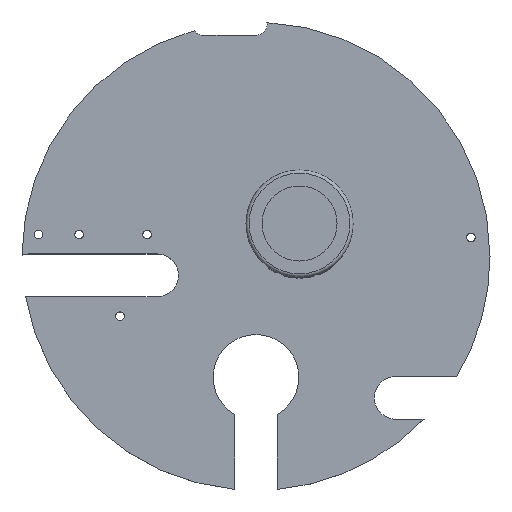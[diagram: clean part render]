
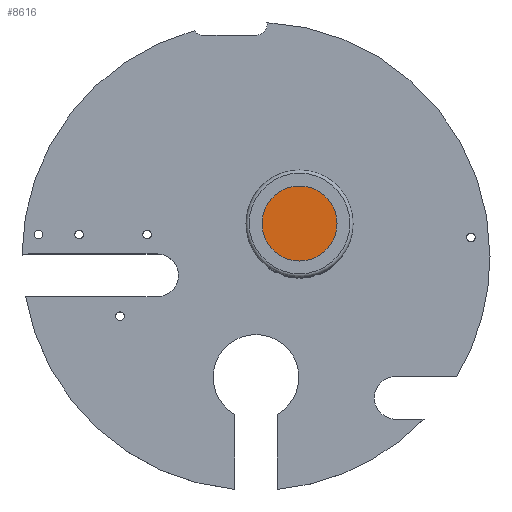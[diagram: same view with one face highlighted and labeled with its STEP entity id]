
A CAD part, top view. The second image highlights one B-rep face of the part: STEP entity #8616.
In plain terms, the highlighted planar face has unit normal (0, 0, 1).
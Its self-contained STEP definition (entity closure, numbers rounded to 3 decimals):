
#6708 = CYLINDRICAL_SURFACE('',#6709,3.501);
#6709 = AXIS2_PLACEMENT_3D('',#6710,#6711,#6712);
#6710 = CARTESIAN_POINT('',(0.,0.,10.));
#6711 = DIRECTION('',(0.,0.,1.));
#6712 = DIRECTION('',(1.,0.,-0.));
#7577 = VERTEX_POINT('',#7578);
#7578 = CARTESIAN_POINT('',(3.501,0.,9.9));
#7599 = EDGE_CURVE('',#7577,#7577,#7600,.T.);
#7600 = SURFACE_CURVE('',#7601,(#7606,#7613),.PCURVE_S1.);
#7601 = CIRCLE('',#7602,3.501);
#7602 = AXIS2_PLACEMENT_3D('',#7603,#7604,#7605);
#7603 = CARTESIAN_POINT('',(0.,0.,9.9));
#7604 = DIRECTION('',(0.,0.,1.));
#7605 = DIRECTION('',(1.,0.,-0.));
#7606 = PCURVE('',#6708,#7607);
#7607 = DEFINITIONAL_REPRESENTATION('',(#7608),#7612);
#7608 = LINE('',#7609,#7610);
#7609 = CARTESIAN_POINT('',(0.,-0.1));
#7610 = VECTOR('',#7611,1.);
#7611 = DIRECTION('',(1.,0.));
#7612 = ( GEOMETRIC_REPRESENTATION_CONTEXT(2) 
PARAMETRIC_REPRESENTATION_CONTEXT() REPRESENTATION_CONTEXT('2D SPACE',''
  ) );
#7613 = PCURVE('',#7614,#7619);
#7614 = PLANE('',#7615);
#7615 = AXIS2_PLACEMENT_3D('',#7616,#7617,#7618);
#7616 = CARTESIAN_POINT('',(0.,0.,9.9)
  );
#7617 = DIRECTION('',(0.,0.,1.));
#7618 = DIRECTION('',(1.,0.,0.));
#7619 = DEFINITIONAL_REPRESENTATION('',(#7620),#7624);
#7620 = CIRCLE('',#7621,3.501);
#7621 = AXIS2_PLACEMENT_2D('',#7622,#7623);
#7622 = CARTESIAN_POINT('',(0.,0.));
#7623 = DIRECTION('',(1.,0.));
#7624 = ( GEOMETRIC_REPRESENTATION_CONTEXT(2) 
PARAMETRIC_REPRESENTATION_CONTEXT() REPRESENTATION_CONTEXT('2D SPACE',''
  ) );
#8616 = ADVANCED_FACE('',(#8617),#7614,.T.);
#8617 = FACE_BOUND('',#8618,.T.);
#8618 = EDGE_LOOP('',(#8619));
#8619 = ORIENTED_EDGE('',*,*,#7599,.T.);
